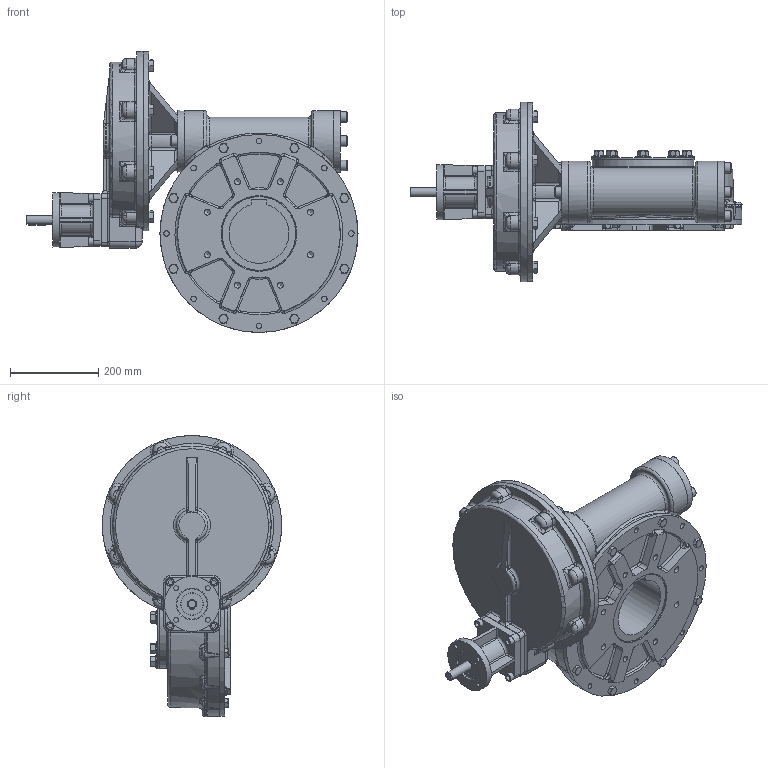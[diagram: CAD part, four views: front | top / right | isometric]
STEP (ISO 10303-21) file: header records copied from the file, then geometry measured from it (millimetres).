
FILE_DESCRIPTION(/* description */ ('Unknown'),/* implementation_level */ '2;1');
FILE_NAME(/* name */ 'PUB-MTW7IRL-F10-F25',/* time_stamp */ '2015-12-09T13:14:17+00:00',/* author */ ('Unknown'),/* organization */ ('Unknown'),/* preprocessor_version */ 'ST-DEVELOPER v16',/* originating_system */ 'DEX',/* authorisation */ $);
FILE_SCHEMA (('AUTOMOTIVE_DESIGN {1 0 10303 214 3 1 1}'));
Products named in the file (1): PUB-MTW7IRL-F10-F25
Bounding box: 754.52 x 408 x 638.63 mm (x, y, z)
Surface area: 1375133.1 mm2 (no closed solid volume)
Topology: 0 solids, 52 shells, 1284 faces, 3342 edges, 1995 vertices
Faces by surface type: plane 391, cylinder 253, bspline 241, cone 197, torus 174, sphere 28
Full cylindrical faces by diameter (mm): 10.5 x4, 12.5 x8, 13.835 x8, 18 x4, 20 x1, 24 x8, 32 x8, 50 x1, 70.05 x1, 125 x1, 140 x2, 170 x1, 230 x1, 230.25 x1, 235 x1, 408 x1, 450 x1
Entity records: 65599 total; most frequent: CARTESIAN_POINT 37008, ORIENTED_EDGE 5810, DIRECTION 5416, EDGE_CURVE 3134, AXIS2_PLACEMENT_3D 2290, VERTEX_POINT 1967, FACE_BOUND 1484, EDGE_LOOP 1476
